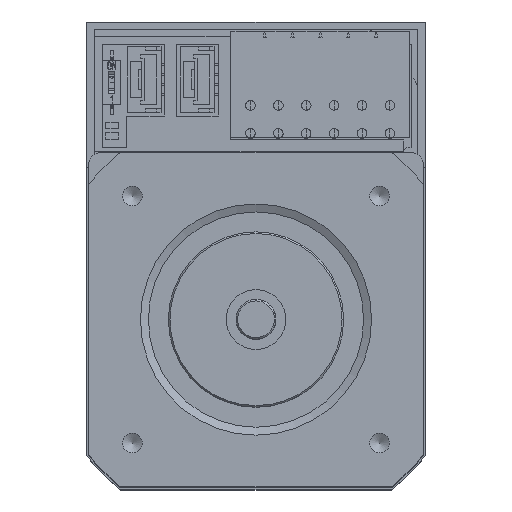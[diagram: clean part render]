
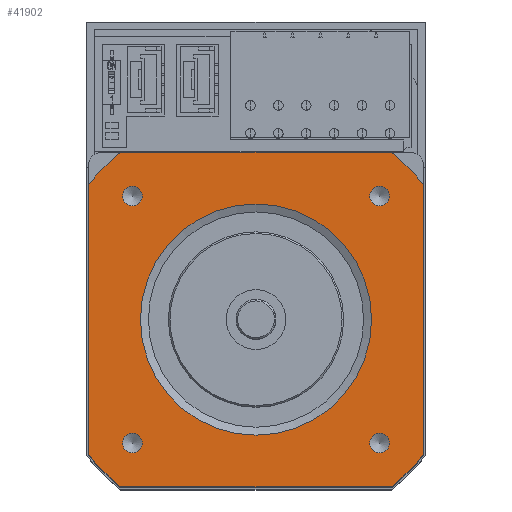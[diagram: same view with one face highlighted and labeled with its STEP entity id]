
A CAD part, top view. The second image highlights one B-rep face of the part: STEP entity #41902.
In plain terms, the highlighted planar face has unit normal (0, 0, 1).
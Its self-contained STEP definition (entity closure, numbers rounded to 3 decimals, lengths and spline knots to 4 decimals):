
#506=FACE_BOUND('',#4833,.T.);
#507=FACE_BOUND('',#4834,.T.);
#508=FACE_BOUND('',#4835,.T.);
#509=FACE_BOUND('',#4836,.T.);
#510=FACE_BOUND('',#4837,.T.);
#933=PLANE('',#44199);
#2580=FACE_OUTER_BOUND('',#4832,.T.);
#4832=EDGE_LOOP('',(#27454,#27455,#27456,#27457,#27458,#27459,#27460,#27461));
#4833=EDGE_LOOP('',(#27462));
#4834=EDGE_LOOP('',(#27463));
#4835=EDGE_LOOP('',(#27464));
#4836=EDGE_LOOP('',(#27465));
#4837=EDGE_LOOP('',(#27466));
#7392=LINE('',#58741,#11917);
#7402=LINE('',#58769,#11927);
#7404=LINE('',#58780,#11929);
#7405=LINE('',#58784,#11930);
#11917=VECTOR('',#47590,3.3941);
#11927=VECTOR('',#47618,3.3941);
#11929=VECTOR('',#47630,3.3941);
#11930=VECTOR('',#47633,3.3941);
#16409=CIRCLE('',#44198,1.45);
#16410=CIRCLE('',#44200,2.7);
#16411=CIRCLE('',#44201,2.7);
#16412=CIRCLE('',#44202,2.7);
#16413=CIRCLE('',#44203,2.7);
#16414=CIRCLE('',#44204,0.123);
#16415=CIRCLE('',#44205,0.123);
#16416=CIRCLE('',#44206,0.123);
#16417=CIRCLE('',#44207,0.123);
#17462=VERTEX_POINT('',#58738);
#17463=VERTEX_POINT('',#58740);
#17471=VERTEX_POINT('',#58766);
#17472=VERTEX_POINT('',#58768);
#17474=VERTEX_POINT('',#58774);
#17475=VERTEX_POINT('',#58777);
#17476=VERTEX_POINT('',#58779);
#17477=VERTEX_POINT('',#58781);
#17478=VERTEX_POINT('',#58783);
#17479=VERTEX_POINT('',#58787);
#17480=VERTEX_POINT('',#58789);
#17481=VERTEX_POINT('',#58791);
#17482=VERTEX_POINT('',#58793);
#21425=EDGE_CURVE('',#17462,#17463,#7392,.T.);
#21439=EDGE_CURVE('',#17471,#17472,#7402,.T.);
#21442=EDGE_CURVE('',#17474,#17474,#16409,.T.);
#21443=EDGE_CURVE('',#17475,#17471,#16410,.T.);
#21444=EDGE_CURVE('',#17476,#17475,#7404,.T.);
#21445=EDGE_CURVE('',#17477,#17476,#16411,.T.);
#21446=EDGE_CURVE('',#17478,#17477,#7405,.T.);
#21447=EDGE_CURVE('',#17463,#17478,#16412,.T.);
#21448=EDGE_CURVE('',#17472,#17462,#16413,.T.);
#21449=EDGE_CURVE('',#17479,#17479,#16414,.T.);
#21450=EDGE_CURVE('',#17480,#17480,#16415,.T.);
#21451=EDGE_CURVE('',#17481,#17481,#16416,.T.);
#21452=EDGE_CURVE('',#17482,#17482,#16417,.T.);
#27454=ORIENTED_EDGE('',*,*,#21439,.F.);
#27455=ORIENTED_EDGE('',*,*,#21443,.F.);
#27456=ORIENTED_EDGE('',*,*,#21444,.F.);
#27457=ORIENTED_EDGE('',*,*,#21445,.F.);
#27458=ORIENTED_EDGE('',*,*,#21446,.F.);
#27459=ORIENTED_EDGE('',*,*,#21447,.F.);
#27460=ORIENTED_EDGE('',*,*,#21425,.F.);
#27461=ORIENTED_EDGE('',*,*,#21448,.F.);
#27462=ORIENTED_EDGE('',*,*,#21449,.T.);
#27463=ORIENTED_EDGE('',*,*,#21450,.T.);
#27464=ORIENTED_EDGE('',*,*,#21451,.T.);
#27465=ORIENTED_EDGE('',*,*,#21452,.T.);
#27466=ORIENTED_EDGE('',*,*,#21442,.F.);
#41902=ADVANCED_FACE('',(#2580,#506,#507,#508,#509,#510),#933,.T.);
#44198=AXIS2_PLACEMENT_3D('',#58775,#47624,#47625);
#44199=AXIS2_PLACEMENT_3D('',#58776,#47626,#47627);
#44200=AXIS2_PLACEMENT_3D('',#58778,#47628,#47629);
#44201=AXIS2_PLACEMENT_3D('',#58782,#47631,#47632);
#44202=AXIS2_PLACEMENT_3D('',#58785,#47634,#47635);
#44203=AXIS2_PLACEMENT_3D('',#58786,#47636,#47637);
#44204=AXIS2_PLACEMENT_3D('',#58788,#47638,#47639);
#44205=AXIS2_PLACEMENT_3D('',#58790,#47640,#47641);
#44206=AXIS2_PLACEMENT_3D('',#58792,#47642,#47643);
#44207=AXIS2_PLACEMENT_3D('',#58794,#47644,#47645);
#47590=DIRECTION('',(0.,-1.,0.));
#47618=DIRECTION('',(1.,0.,0.));
#47624=DIRECTION('center_axis',(0.,0.,
1.));
#47625=DIRECTION('ref_axis',(-1.,0.,0.));
#47626=DIRECTION('center_axis',(0.,0.,
1.));
#47627=DIRECTION('ref_axis',(1.,0.,0.));
#47628=DIRECTION('center_axis',(0.,0.,
-1.));
#47629=DIRECTION('ref_axis',(-0.629,0.778,0.));
#47630=DIRECTION('',(0.,1.,0.));
#47631=DIRECTION('center_axis',(0.,0.,
-1.));
#47632=DIRECTION('ref_axis',(-0.778,-0.629,0.));
#47633=DIRECTION('',(-1.,0.,0.));
#47634=DIRECTION('center_axis',(0.,0.,
-1.));
#47635=DIRECTION('ref_axis',(0.629,-0.778,0.));
#47636=DIRECTION('center_axis',(0.,0.,
-1.));
#47637=DIRECTION('ref_axis',(0.778,0.629,0.));
#47638=DIRECTION('center_axis',(0.,0.,
-1.));
#47639=DIRECTION('ref_axis',(1.,0.,0.));
#47640=DIRECTION('center_axis',(0.,0.,
-1.));
#47641=DIRECTION('ref_axis',(1.,0.,0.));
#47642=DIRECTION('center_axis',(0.,0.,
-1.));
#47643=DIRECTION('ref_axis',(1.,0.,0.));
#47644=DIRECTION('center_axis',(0.,0.,
-1.));
#47645=DIRECTION('ref_axis',(1.,0.,0.));
#58738=CARTESIAN_POINT('',(2.1,1.6971,2.475));
#58740=CARTESIAN_POINT('',(2.1,-1.6971,2.475));
#58741=CARTESIAN_POINT('',(2.1,1.6971,2.475));
#58766=CARTESIAN_POINT('',(-1.6971,2.1,2.475));
#58768=CARTESIAN_POINT('',(1.6971,2.1,2.475));
#58769=CARTESIAN_POINT('',(-1.6971,2.1,2.475));
#58774=CARTESIAN_POINT('',(1.45,0.,2.475));
#58775=CARTESIAN_POINT('Origin',(0.,0.,
2.475));
#58776=CARTESIAN_POINT('Origin',(0.,0.,
2.475));
#58777=CARTESIAN_POINT('',(-2.1,1.6971,2.475));
#58778=CARTESIAN_POINT('Origin',(0.,0.,
2.475));
#58779=CARTESIAN_POINT('',(-2.1,-1.6971,2.475));
#58780=CARTESIAN_POINT('',(-2.1,-1.6971,2.475));
#58781=CARTESIAN_POINT('',(-1.6971,-2.1,2.475));
#58782=CARTESIAN_POINT('Origin',(0.,0.,
2.475));
#58783=CARTESIAN_POINT('',(1.6971,-2.1,2.475));
#58784=CARTESIAN_POINT('',(1.6971,-2.1,2.475));
#58785=CARTESIAN_POINT('Origin',(0.,0.,
2.475));
#58786=CARTESIAN_POINT('Origin',(0.,0.,
2.475));
#58787=CARTESIAN_POINT('',(1.4271,1.55,2.475));
#58788=CARTESIAN_POINT('Origin',(1.55,1.55,2.475));
#58789=CARTESIAN_POINT('',(-1.673,1.55,2.475));
#58790=CARTESIAN_POINT('Origin',(-1.55,1.55,2.475));
#58791=CARTESIAN_POINT('',(1.4271,-1.55,2.475));
#58792=CARTESIAN_POINT('Origin',(1.55,-1.55,2.475));
#58793=CARTESIAN_POINT('',(-1.673,-1.55,2.475));
#58794=CARTESIAN_POINT('Origin',(-1.55,-1.55,2.475));
